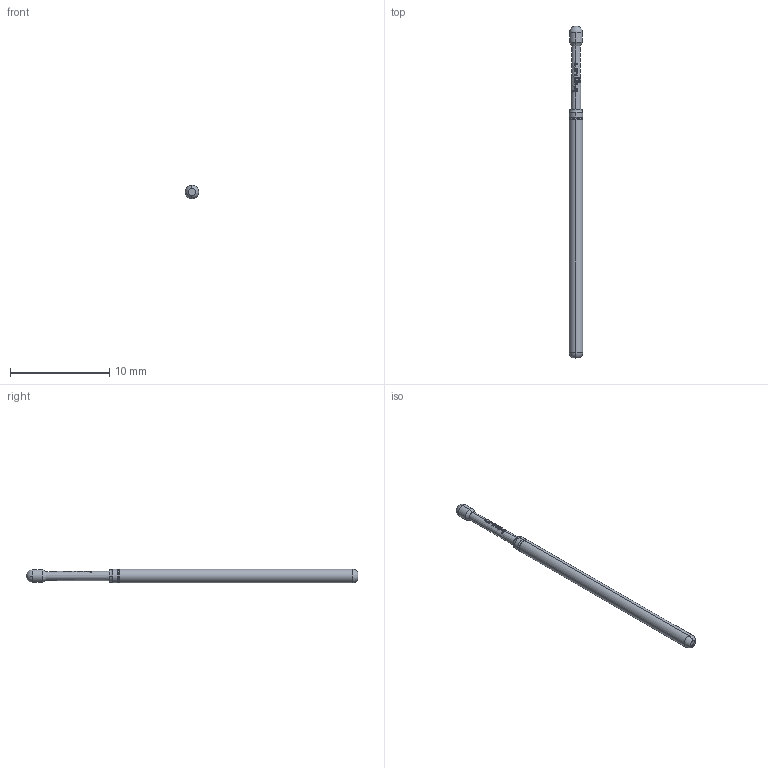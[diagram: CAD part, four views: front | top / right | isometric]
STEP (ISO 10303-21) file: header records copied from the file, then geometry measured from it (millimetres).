
FILE_DESCRIPTION (( 'STEP AP203' ), '1' );
FILE_NAME ('INGUN_GKS-100_305_130_A_xx00_C.STEP', '2021-11-17T06:10:22', ( 'ochi' ), ( '' ), 'SwSTEP 2.0', 'SolidWorks 2018', '' );
FILE_SCHEMA (( 'CONFIG_CONTROL_DESIGN' ));
Length unit declared in the file: millimetre
Products named in the file (1): INGUN_GKS-100_305_130_A_xx00_C
Bounding box: 1.37 x 33.4 x 1.37 mm (x, y, z)
Volume: 43 mm3; surface area: 135.7 mm2
Topology: 1 solids, 1 shells, 99 faces, 275 edges, 178 vertices
Faces by surface type: bspline 61, cone 16, torus 10, cylinder 8, sphere 2, plane 2
Entity records: 4283 total; most frequent: CARTESIAN_POINT 2233, ORIENTED_EDGE 546, EDGE_CURVE 273, B_SPLINE_CURVE_WITH_KNOTS 205, DIRECTION 192, VERTEX_POINT 178, EDGE_LOOP 101, FACE_OUTER_BOUND 99
